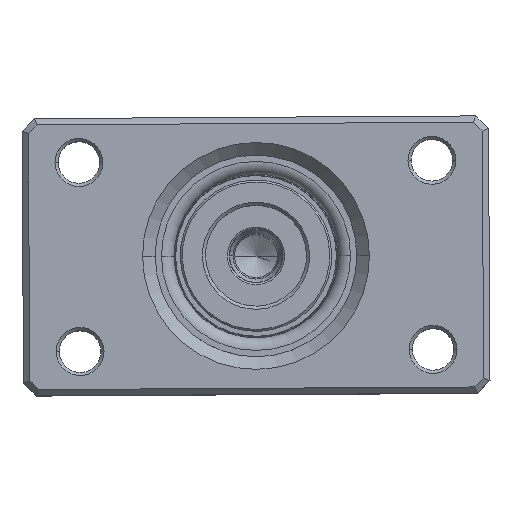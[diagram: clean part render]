
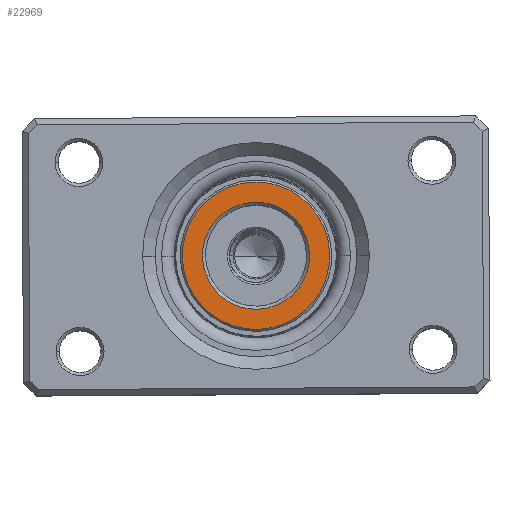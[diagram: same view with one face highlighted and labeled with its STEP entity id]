
A CAD part, top view. The second image highlights one B-rep face of the part: STEP entity #22969.
In plain terms, the highlighted face is planar.
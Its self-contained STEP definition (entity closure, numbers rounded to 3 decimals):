
#616 = DIRECTION ( 'NONE',  ( 0., 0., 1. ) ) ;
#933 = CIRCLE ( 'NONE', #20367, 8.5 ) ;
#1366 = CARTESIAN_POINT ( 'NONE',  ( -8.5, 0., 0. ) ) ;
#2015 = AXIS2_PLACEMENT_3D ( 'NONE', #28421, #25924, #6706 ) ;
#2251 = VERTEX_POINT ( 'NONE', #24531 ) ;
#2342 = CARTESIAN_POINT ( 'NONE',  ( 11.7, 0., 0. ) ) ;
#2619 = ORIENTED_EDGE ( 'NONE', *, *, #22396, .T. ) ;
#3189 = DIRECTION ( 'NONE',  ( 0., 0., 1. ) ) ;
#3807 = VERTEX_POINT ( 'NONE', #2342 ) ;
#5370 = CARTESIAN_POINT ( 'NONE',  ( 0., 0., 0. ) ) ;
#6102 = DIRECTION ( 'NONE',  ( 1., 0., 0. ) ) ;
#6706 = DIRECTION ( 'NONE',  ( 1., 0., 0. ) ) ;
#7576 = EDGE_CURVE ( 'NONE', #3807, #19033, #13684, .T. ) ;
#8221 = EDGE_LOOP ( 'NONE', ( #29369, #2619 ) ) ;
#8777 = ORIENTED_EDGE ( 'NONE', *, *, #7576, .T. ) ;
#10018 = FACE_BOUND ( 'NONE', #8221, .T. ) ;
#11696 = CARTESIAN_POINT ( 'NONE',  ( 0., 0., 0. ) ) ;
#13197 = AXIS2_PLACEMENT_3D ( 'NONE', #11696, #616, #6102 ) ;
#13684 = CIRCLE ( 'NONE', #27232, 11.7 ) ;
#16645 = AXIS2_PLACEMENT_3D ( 'NONE', #19630, #3189, #22380 ) ;
#17057 = EDGE_LOOP ( 'NONE', ( #8777, #23363 ) ) ;
#19033 = VERTEX_POINT ( 'NONE', #19904 ) ;
#19630 = CARTESIAN_POINT ( 'NONE',  ( 0., 0., 0. ) ) ;
#19904 = CARTESIAN_POINT ( 'NONE',  ( -11.7, 0., 0. ) ) ;
#20367 = AXIS2_PLACEMENT_3D ( 'NONE', #33835, #20445, #22856 ) ;
#20445 = DIRECTION ( 'NONE',  ( 0., 0., 1. ) ) ;
#21576 = DIRECTION ( 'NONE',  ( 1., 0., 0. ) ) ;
#22174 = CIRCLE ( 'NONE', #2015, 11.7 ) ;
#22380 = DIRECTION ( 'NONE',  ( 1., 0., 0. ) ) ;
#22396 = EDGE_CURVE ( 'NONE', #2251, #27091, #30946, .T. ) ;
#22856 = DIRECTION ( 'NONE',  ( 1., 0., 0. ) ) ;
#22969 = ADVANCED_FACE ( 'NONE', ( #24542, #10018 ), #25081, .F. ) ;
#23363 = ORIENTED_EDGE ( 'NONE', *, *, #31743, .T. ) ;
#24531 = CARTESIAN_POINT ( 'NONE',  ( 8.5, 0., 0. ) ) ;
#24542 = FACE_OUTER_BOUND ( 'NONE', #17057, .T. ) ;
#25081 = PLANE ( 'NONE',  #13197 ) ;
#25924 = DIRECTION ( 'NONE',  ( 0., 0., -1. ) ) ;
#27091 = VERTEX_POINT ( 'NONE', #1366 ) ;
#27100 = EDGE_CURVE ( 'NONE', #27091, #2251, #933, .T. ) ;
#27232 = AXIS2_PLACEMENT_3D ( 'NONE', #5370, #27339, #21576 ) ;
#27339 = DIRECTION ( 'NONE',  ( 0., 0., -1. ) ) ;
#28421 = CARTESIAN_POINT ( 'NONE',  ( 0., 0., 0. ) ) ;
#29369 = ORIENTED_EDGE ( 'NONE', *, *, #27100, .T. ) ;
#30946 = CIRCLE ( 'NONE', #16645, 8.5 ) ;
#31743 = EDGE_CURVE ( 'NONE', #19033, #3807, #22174, .T. ) ;
#33835 = CARTESIAN_POINT ( 'NONE',  ( 0., 0., 0. ) ) ;
